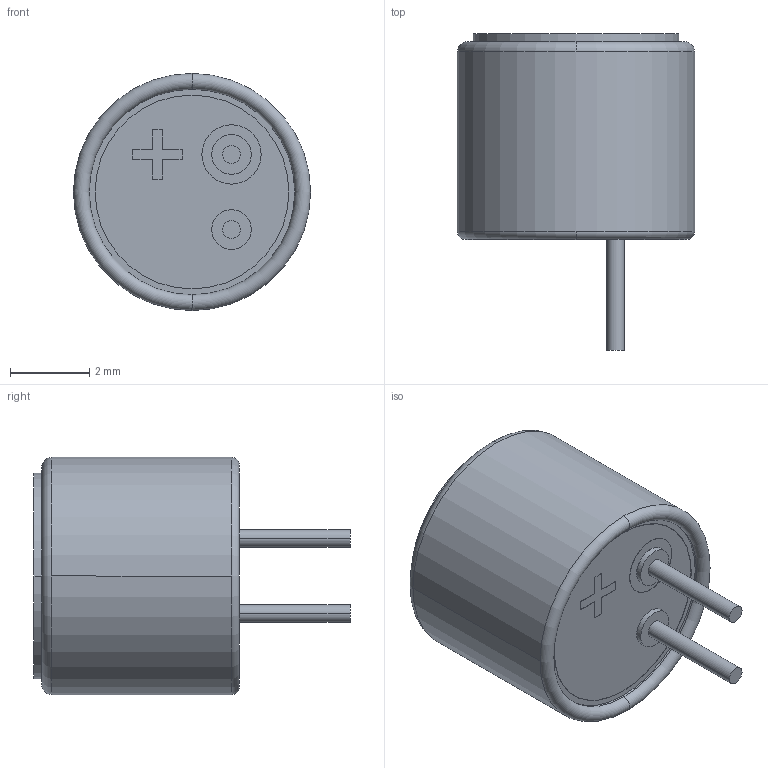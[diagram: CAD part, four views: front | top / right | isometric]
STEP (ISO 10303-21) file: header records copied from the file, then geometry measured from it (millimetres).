
FILE_DESCRIPTION(('STEP AP242'),'1');
FILE_NAME('pom-5042p-c3310-r.stp','2024-04-17T10:59:23',('TraceParts'),('TraceParts S.A.'),'Spatial InterOp 3D',' ',' ');
FILE_SCHEMA(('AP242_MANAGED_MODEL_BASED_3D_ENGINEERING_MIM_LF {1 0 10303 442 1 1 4}'));
Length unit declared in the file: millimetre
Products named in the file (1): Solid1
Bounding box: 6 x 8 x 6 mm (x, y, z)
Volume: 82.7 mm3; surface area: 253.1 mm2
Topology: 4 solids, 4 shells, 68 faces, 157 edges, 105 vertices
Faces by surface type: plane 40, cylinder 24, torus 4
Entity records: 2542 total; most frequent: DIRECTION 362, CARTESIAN_POINT 334, ORIENTED_EDGE 314, EDGE_CURVE 157, AXIS2_PLACEMENT_3D 133, VERTEX_POINT 105, LINE 96, VECTOR 96
